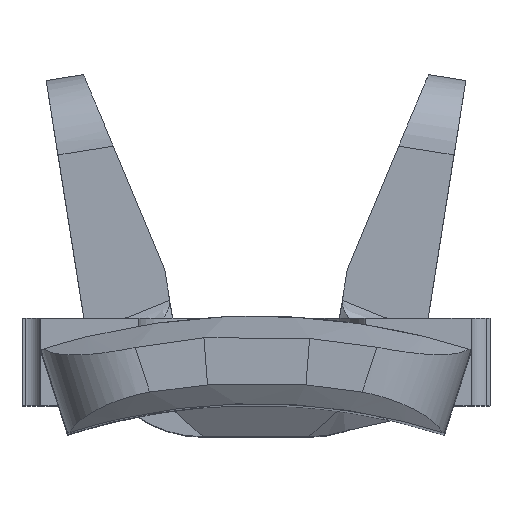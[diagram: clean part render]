
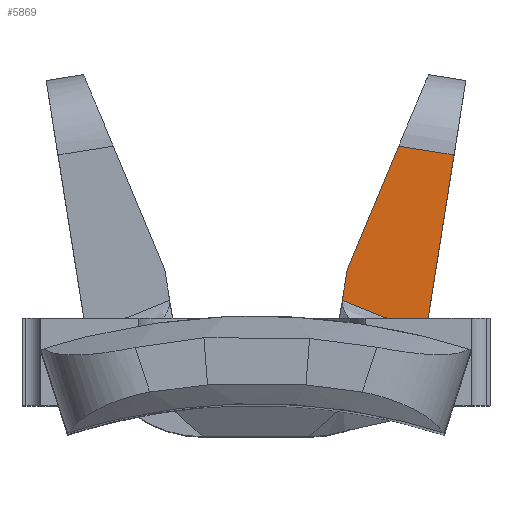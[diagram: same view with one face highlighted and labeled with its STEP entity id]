
A CAD part, top view. The second image highlights one B-rep face of the part: STEP entity #5869.
In plain terms, the highlighted planar face has unit normal (0, 0, 1).
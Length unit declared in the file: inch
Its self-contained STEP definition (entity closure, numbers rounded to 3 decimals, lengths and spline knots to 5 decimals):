
#84 = CARTESIAN_POINT ( 'NONE',  ( 0.05721, 0.47837, -0.27 ) ) ;
#151 = EDGE_CURVE ( 'NONE', #3758, #2815, #5358, .T. ) ;
#185 = CARTESIAN_POINT ( 'NONE',  ( 0.11293, 0.4594, -0.27 ) ) ;
#557 = EDGE_CURVE ( 'NONE', #3674, #3892, #4982, .T. ) ;
#924 = AXIS2_PLACEMENT_3D ( 'NONE', #959, #4336, #1430 ) ;
#959 = CARTESIAN_POINT ( 'NONE',  ( -0.035, 0.466, -0.27 ) ) ;
#1078 = CARTESIAN_POINT ( 'NONE',  ( 0.07519, 0.47039, -0.27 ) ) ;
#1205 = B_SPLINE_CURVE_WITH_KNOTS ( 'NONE', 3,
 ( #84, #2980, #1078, #4463, #1544, #4930 ),
 .UNSPECIFIED., .F., .F.,
 ( 4, 2, 4 ),
 ( 0., 0.00075, 0.0015 ),
 .UNSPECIFIED. ) ;
#1217 = ORIENTED_EDGE ( 'NONE', *, *, #151, .T. ) ;
#1430 = DIRECTION ( 'NONE',  ( 1., 0., 0. ) ) ;
#1544 = CARTESIAN_POINT ( 'NONE',  ( 0.10336, 0.46166, -0.27 ) ) ;
#1843 = CARTESIAN_POINT ( 'NONE',  ( 0.06044, 0.49878, -0.27 ) ) ;
#1917 = LINE ( 'NONE', #1843, #4351 ) ;
#2241 = DIRECTION ( 'NONE',  ( 0.156, 0.988, 0. ) ) ;
#2389 = EDGE_CURVE ( 'NONE', #3892, #4253, #1917, .T. ) ;
#2685 = CARTESIAN_POINT ( 'NONE',  ( 0.13118, 0.57471, -0.27 ) ) ;
#2790 = VECTOR ( 'NONE', #2241, 39.37008 ) ;
#2815 = VERTEX_POINT ( 'NONE', #2685 ) ;
#2878 = ORIENTED_EDGE ( 'NONE', *, *, #3647, .T. ) ;
#2980 = CARTESIAN_POINT ( 'NONE',  ( 0.06612, 0.47421, -0.27 ) ) ;
#3499 = ORIENTED_EDGE ( 'NONE', *, *, #557, .T. ) ;
#3539 = FACE_OUTER_BOUND ( 'NONE', #4667, .T. ) ;
#3647 = EDGE_CURVE ( 'NONE', #4253, #3758, #1205, .T. ) ;
#3674 = VERTEX_POINT ( 'NONE', #5956 ) ;
#3726 = CARTESIAN_POINT ( 'NONE',  ( 0.05721, 0.47837, -0.27 ) ) ;
#3730 = VECTOR ( 'NONE', #4475, 39.37008 ) ;
#3758 = VERTEX_POINT ( 'NONE', #185 ) ;
#3872 = LINE ( 'NONE', #4003, #3730 ) ;
#3892 = VERTEX_POINT ( 'NONE', #5088 ) ;
#4003 = CARTESIAN_POINT ( 'NONE',  ( 0.10649, 0.57862, -0.27 ) ) ;
#4176 = CARTESIAN_POINT ( 'NONE',  ( 0.139, 0.62409, -0.27 ) ) ;
#4253 = VERTEX_POINT ( 'NONE', #3726 ) ;
#4336 = DIRECTION ( 'NONE',  ( 0., 0., 1. ) ) ;
#4351 = VECTOR ( 'NONE', #4776, 39.37008 ) ;
#4365 = ORIENTED_EDGE ( 'NONE', *, *, #2389, .T. ) ;
#4463 = CARTESIAN_POINT ( 'NONE',  ( 0.09384, 0.46416, -0.27 ) ) ;
#4475 = DIRECTION ( 'NONE',  ( -0.988, 0.156, 0. ) ) ;
#4667 = EDGE_LOOP ( 'NONE', ( #4365, #2878, #1217, #5736, #3499 ) ) ;
#4776 = DIRECTION ( 'NONE',  ( -0.156, -0.988, 0. ) ) ;
#4930 = CARTESIAN_POINT ( 'NONE',  ( 0.11293, 0.4594, -0.27 ) ) ;
#4982 = LINE ( 'NONE', #6232, #5135 ) ;
#5088 = CARTESIAN_POINT ( 'NONE',  ( 0.06044, 0.49878, -0.27 ) ) ;
#5135 = VECTOR ( 'NONE', #6006, 39.37008 ) ;
#5358 = LINE ( 'NONE', #4176, #2790 ) ;
#5736 = ORIENTED_EDGE ( 'NONE', *, *, #6026, .T. ) ;
#5785 = PLANE ( 'NONE',  #924 ) ;
#5869 = ADVANCED_FACE ( 'NONE', ( #3539 ), #5785, .T. ) ;
#5956 = CARTESIAN_POINT ( 'NONE',  ( 0.09451, 0.58051, -0.27 ) ) ;
#6006 = DIRECTION ( 'NONE',  ( -0.385, -0.923, 0. ) ) ;
#6026 = EDGE_CURVE ( 'NONE', #2815, #3674, #3872, .T. ) ;
#6232 = CARTESIAN_POINT ( 'NONE',  ( 0.11431, 0.628, -0.27 ) ) ;
